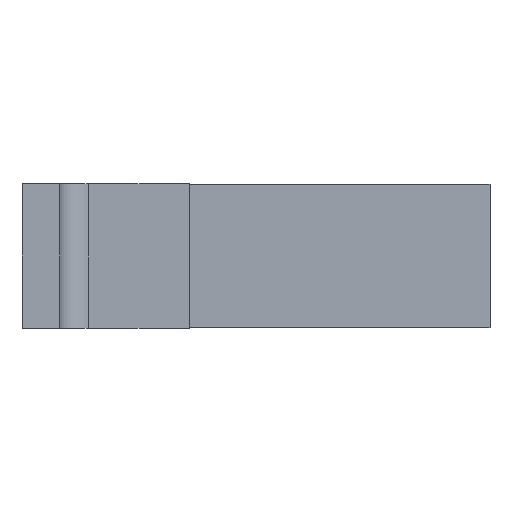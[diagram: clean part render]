
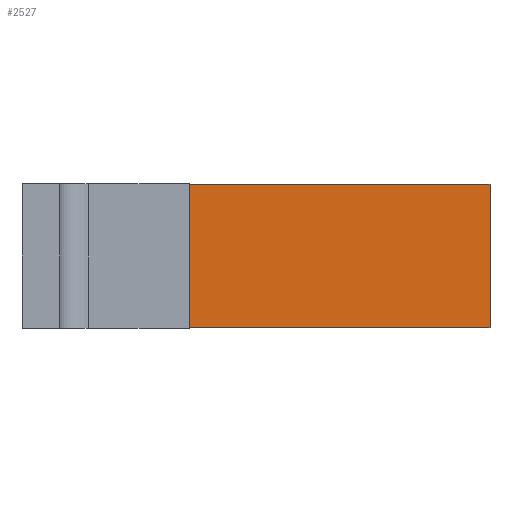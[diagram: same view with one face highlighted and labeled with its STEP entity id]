
A CAD part, front view. The second image highlights one B-rep face of the part: STEP entity #2527.
In plain terms, the highlighted planar face has unit normal (0, -1, 0).
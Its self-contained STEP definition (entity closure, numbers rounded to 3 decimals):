
#57 = VERTEX_POINT ( 'NONE', #2060 ) ;
#271 = ORIENTED_EDGE ( 'NONE', *, *, #2342, .T. ) ;
#317 = EDGE_CURVE ( 'NONE', #2380, #2391, #2695, .T. ) ;
#336 = CARTESIAN_POINT ( 'NONE',  ( -12.13, -25.4, 23.926 ) ) ;
#358 = CARTESIAN_POINT ( 'NONE',  ( 12.12, -25.4, -27.89 ) ) ;
#427 = ORIENTED_EDGE ( 'NONE', *, *, #2680, .F. ) ;
#499 = ORIENTED_EDGE ( 'NONE', *, *, #317, .T. ) ;
#835 = VECTOR ( 'NONE', #2881, 1000. ) ;
#858 = CARTESIAN_POINT ( 'NONE',  ( 12.12, -25.4, 22.91 ) ) ;
#1020 = VECTOR ( 'NONE', #1482, 1000. ) ;
#1027 = CARTESIAN_POINT ( 'NONE',  ( 12.605, -25.4, 23.926 ) ) ;
#1157 = LINE ( 'NONE', #2134, #2428 ) ;
#1163 = DIRECTION ( 'NONE',  ( -1., 0., 0. ) ) ;
#1357 = ORIENTED_EDGE ( 'NONE', *, *, #2619, .F. ) ;
#1482 = DIRECTION ( 'NONE',  ( 0., 0., 1. ) ) ;
#1608 = DIRECTION ( 'NONE',  ( -1., 0., 0. ) ) ;
#1707 = AXIS2_PLACEMENT_3D ( 'NONE', #1027, #1989, #2242 ) ;
#1989 = DIRECTION ( 'NONE',  ( 0., -1., 0. ) ) ;
#2008 = FACE_OUTER_BOUND ( 'NONE', #2148, .T. ) ;
#2010 = VERTEX_POINT ( 'NONE', #2327 ) ;
#2060 = CARTESIAN_POINT ( 'NONE',  ( -12.13, -25.4, -27.89 ) ) ;
#2134 = CARTESIAN_POINT ( 'NONE',  ( 12.605, -25.4, -27.89 ) ) ;
#2139 = CARTESIAN_POINT ( 'NONE',  ( 12.605, -25.4, 22.91 ) ) ;
#2148 = EDGE_LOOP ( 'NONE', ( #271, #427, #1357, #499 ) ) ;
#2242 = DIRECTION ( 'NONE',  ( 0., 0., -1. ) ) ;
#2327 = CARTESIAN_POINT ( 'NONE',  ( -12.13, -25.4, 22.91 ) ) ;
#2342 = EDGE_CURVE ( 'NONE', #2391, #2010, #2856, .T. ) ;
#2380 = VERTEX_POINT ( 'NONE', #358 ) ;
#2391 = VERTEX_POINT ( 'NONE', #858 ) ;
#2428 = VECTOR ( 'NONE', #1608, 1000. ) ;
#2527 = ADVANCED_FACE ( 'NONE', ( #2008 ), #3033, .T. ) ;
#2619 = EDGE_CURVE ( 'NONE', #2380, #57, #1157, .T. ) ;
#2680 = EDGE_CURVE ( 'NONE', #57, #2010, #2835, .T. ) ;
#2695 = LINE ( 'NONE', #2953, #1020 ) ;
#2736 = VECTOR ( 'NONE', #1163, 1000. ) ;
#2835 = LINE ( 'NONE', #336, #835 ) ;
#2856 = LINE ( 'NONE', #2139, #2736 ) ;
#2881 = DIRECTION ( 'NONE',  ( 0., 0., 1. ) ) ;
#2953 = CARTESIAN_POINT ( 'NONE',  ( 12.12, -25.4, 23.926 ) ) ;
#3033 = PLANE ( 'NONE',  #1707 ) ;
